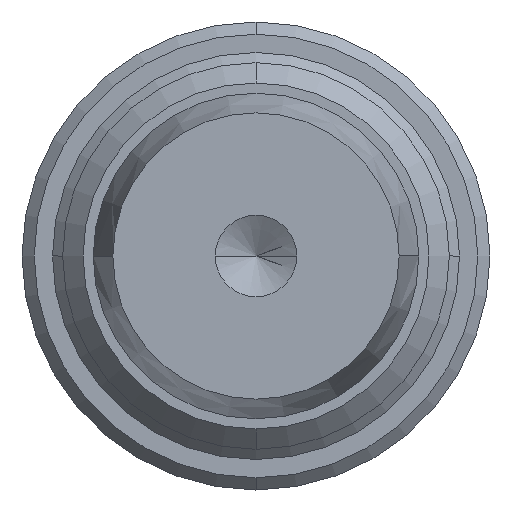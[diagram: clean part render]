
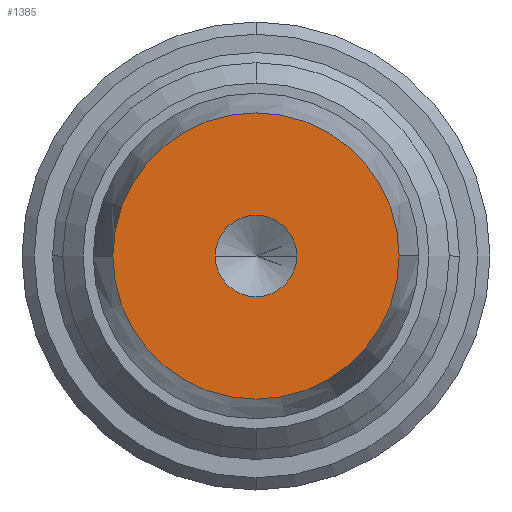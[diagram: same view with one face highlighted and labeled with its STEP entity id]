
A CAD part, front view. The second image highlights one B-rep face of the part: STEP entity #1385.
In plain terms, the highlighted planar face has unit normal (0, -1, 0).
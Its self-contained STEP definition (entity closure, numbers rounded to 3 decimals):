
#16 = DIRECTION ( 'NONE',  ( 1., 0., 0. ) ) ;
#85 = AXIS2_PLACEMENT_3D ( 'NONE', #129, #1172, #16 ) ;
#86 = EDGE_LOOP ( 'NONE', ( #1258, #1235 ) ) ;
#125 = VERTEX_POINT ( 'NONE', #933 ) ;
#129 = CARTESIAN_POINT ( 'NONE',  ( 0., 0., 0. ) ) ;
#274 = EDGE_CURVE ( 'NONE', #482, #1429, #1081, .T. ) ;
#298 = CARTESIAN_POINT ( 'NONE',  ( 0., 0., 0. ) ) ;
#303 = CARTESIAN_POINT ( 'NONE',  ( 1., 0., 0. ) ) ;
#326 = CIRCLE ( 'NONE', #873, 3.518 ) ;
#359 = EDGE_CURVE ( 'NONE', #1429, #482, #970, .T. ) ;
#392 = DIRECTION ( 'NONE',  ( -1., 0., 0. ) ) ;
#401 = AXIS2_PLACEMENT_3D ( 'NONE', #896, #915, #1263 ) ;
#407 = EDGE_CURVE ( 'NONE', #125, #1368, #724, .T. ) ;
#440 = EDGE_CURVE ( 'NONE', #1368, #125, #326, .T. ) ;
#482 = VERTEX_POINT ( 'NONE', #303 ) ;
#510 = DIRECTION ( 'NONE',  ( 0., -1., 0. ) ) ;
#521 = DIRECTION ( 'NONE',  ( 1., 0., 0. ) ) ;
#539 = FACE_BOUND ( 'NONE', #86, .T. ) ;
#547 = DIRECTION ( 'NONE',  ( 0., 1., 0. ) ) ;
#642 = CARTESIAN_POINT ( 'NONE',  ( 0., 0., 0. ) ) ;
#649 = DIRECTION ( 'NONE',  ( 0., 1., 0. ) ) ;
#655 = DIRECTION ( 'NONE',  ( -1., 0., 0. ) ) ;
#724 = CIRCLE ( 'NONE', #988, 3.518 ) ;
#788 = EDGE_LOOP ( 'NONE', ( #1173, #1204 ) ) ;
#873 = AXIS2_PLACEMENT_3D ( 'NONE', #298, #547, #655 ) ;
#896 = CARTESIAN_POINT ( 'NONE',  ( -4., 0., 0. ) ) ;
#915 = DIRECTION ( 'NONE',  ( 0., 1., 0. ) ) ;
#933 = CARTESIAN_POINT ( 'NONE',  ( 3.518, 0., 0. ) ) ;
#970 = CIRCLE ( 'NONE', #1495, 1. ) ;
#988 = AXIS2_PLACEMENT_3D ( 'NONE', #1373, #649, #392 ) ;
#1023 = CARTESIAN_POINT ( 'NONE',  ( -1., 0., 0. ) ) ;
#1081 = CIRCLE ( 'NONE', #85, 1. ) ;
#1172 = DIRECTION ( 'NONE',  ( 0., -1., 0. ) ) ;
#1173 = ORIENTED_EDGE ( 'NONE', *, *, #440, .F. ) ;
#1188 = FACE_OUTER_BOUND ( 'NONE', #788, .T. ) ;
#1204 = ORIENTED_EDGE ( 'NONE', *, *, #407, .F. ) ;
#1235 = ORIENTED_EDGE ( 'NONE', *, *, #359, .F. ) ;
#1258 = ORIENTED_EDGE ( 'NONE', *, *, #274, .F. ) ;
#1263 = DIRECTION ( 'NONE',  ( -1., 0., 0. ) ) ;
#1351 = CARTESIAN_POINT ( 'NONE',  ( -3.518, 0., 0. ) ) ;
#1368 = VERTEX_POINT ( 'NONE', #1351 ) ;
#1373 = CARTESIAN_POINT ( 'NONE',  ( 0., 0., 0. ) ) ;
#1385 = ADVANCED_FACE ( 'NONE', ( #539, #1188 ), #1499, .F. ) ;
#1429 = VERTEX_POINT ( 'NONE', #1023 ) ;
#1495 = AXIS2_PLACEMENT_3D ( 'NONE', #642, #510, #521 ) ;
#1499 = PLANE ( 'NONE',  #401 ) ;
